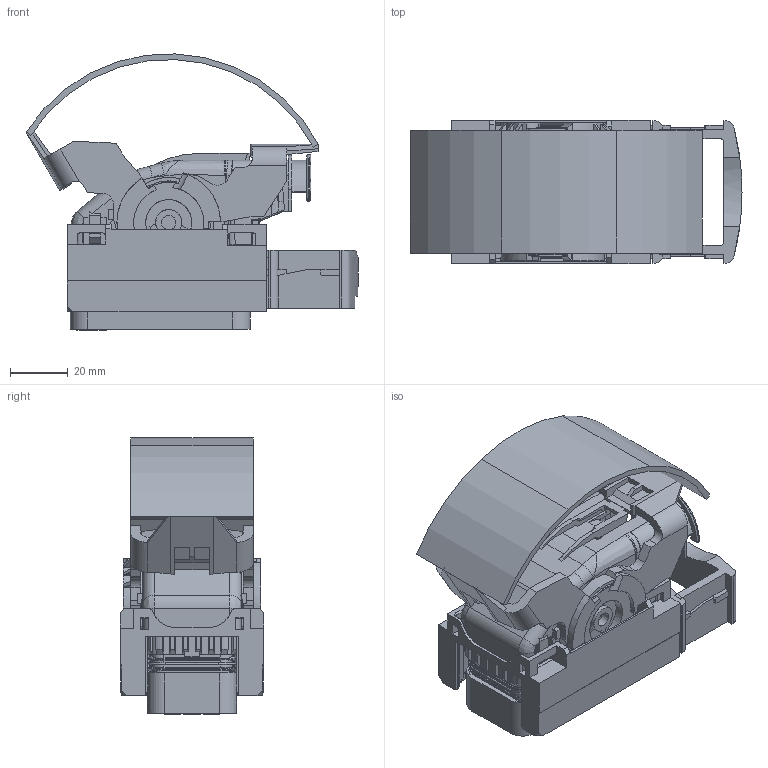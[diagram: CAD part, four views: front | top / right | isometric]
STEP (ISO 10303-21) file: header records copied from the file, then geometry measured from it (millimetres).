
FILE_DESCRIPTION(/* description */ (''),/* implementation_level */ '2;1');
FILE_NAME(/* name */ '35199824-ENV01_01-CONN.stp',/* time_stamp */ '2023-06-28T10:38:51+08:00',/* author */ (''),/* organization */ (''),/* preprocessor_version */ 'ST-DEVELOPER v16',/* originating_system */ 'SIEMENS PLM Software NX 11.0',/* authorisation */ '');
FILE_SCHEMA (('AUTOMOTIVE_DESIGN { 1 0 10303 214 3 1 1 1 }'));
Length unit declared in the file: millimetre
Products named in the file (1): 35199824-ENV01_01-CONN
Bounding box: 115.36 x 49.8 x 95.98 mm (x, y, z)
Volume: 129692.5 mm3; surface area: 93763.7 mm2
Topology: 6 solids, 99 shells, 6663 faces, 18009 edges, 11772 vertices
Faces by surface type: plane 4853, cylinder 1150, bspline 353, cone 188, extrusion 77, torus 24, sphere 18
Full cylindrical faces by diameter (mm): 5 x2, 8 x1, 9 x1, 16 x4, 28 x6
Entity records: 227915 total; most frequent: CARTESIAN_POINT 63164, ORIENTED_EDGE 35930, DIRECTION 31616, EDGE_CURVE 17965, VECTOR 13328, LINE 13251, VERTEX_POINT 11758, AXIS2_PLACEMENT_3D 9144
